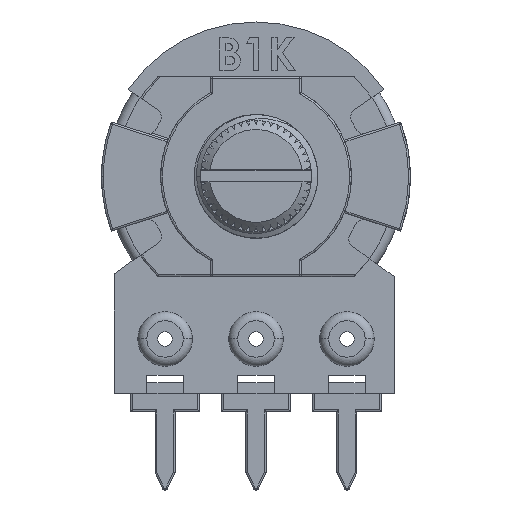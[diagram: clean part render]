
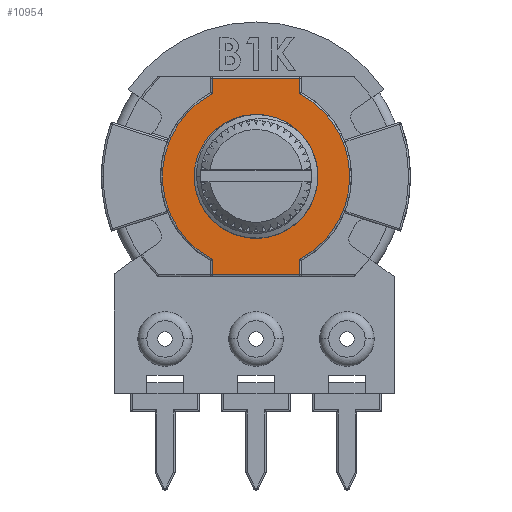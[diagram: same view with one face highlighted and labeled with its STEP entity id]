
A CAD part, top view. The second image highlights one B-rep face of the part: STEP entity #10954.
In plain terms, the highlighted planar face has unit normal (0, 0, 1).
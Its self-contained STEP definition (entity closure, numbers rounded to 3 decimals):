
#315 = DIRECTION ( 'NONE',  ( 1., 0., 0. ) ) ;
#472 = EDGE_CURVE ( 'NONE', #16693, #10464, #16401, .T. ) ;
#516 = VECTOR ( 'NONE', #4776, 1000. ) ;
#641 = FACE_OUTER_BOUND ( 'NONE', #6953, .T. ) ;
#913 = ORIENTED_EDGE ( 'NONE', *, *, #14346, .F. ) ;
#962 = LINE ( 'NONE', #5229, #7508 ) ;
#1186 = CIRCLE ( 'NONE', #10641, 3.4 ) ;
#1408 = ORIENTED_EDGE ( 'NONE', *, *, #13681, .T. ) ;
#1737 = DIRECTION ( 'NONE',  ( 1., 0., 0. ) ) ;
#2093 = VERTEX_POINT ( 'NONE', #14914 ) ;
#2205 = CARTESIAN_POINT ( 'NONE',  ( 2.4, -4.617, 2.2 ) ) ;
#2356 = PLANE ( 'NONE',  #4877 ) ;
#2669 = DIRECTION ( 'NONE',  ( 0., -1., 0. ) ) ;
#2879 = ORIENTED_EDGE ( 'NONE', *, *, #472, .T. ) ;
#3314 = CARTESIAN_POINT ( 'NONE',  ( 5.15, 0., 2.2 ) ) ;
#3404 = EDGE_CURVE ( 'NONE', #15575, #12868, #3895, .T. ) ;
#3419 = CARTESIAN_POINT ( 'NONE',  ( -2.4, 5.4, 2.2 ) ) ;
#3425 = DIRECTION ( 'NONE',  ( -1., 0., 0. ) ) ;
#3608 = DIRECTION ( 'NONE',  ( 0., 0., 1. ) ) ;
#3821 = CARTESIAN_POINT ( 'NONE',  ( 2.4, -5.4, 2.2 ) ) ;
#3840 = CIRCLE ( 'NONE', #8135, 3.4 ) ;
#3895 = CIRCLE ( 'NONE', #10548, 5.15 ) ;
#3968 = ORIENTED_EDGE ( 'NONE', *, *, #4188, .T. ) ;
#4188 = EDGE_CURVE ( 'NONE', #2093, #15173, #7957, .T. ) ;
#4293 = VECTOR ( 'NONE', #15224, 1000. ) ;
#4403 = EDGE_CURVE ( 'NONE', #15173, #15750, #8169, .T. ) ;
#4644 = EDGE_CURVE ( 'NONE', #14481, #2093, #12010, .T. ) ;
#4776 = DIRECTION ( 'NONE',  ( 0., 1., 0. ) ) ;
#4867 = ORIENTED_EDGE ( 'NONE', *, *, #5039, .T. ) ;
#4877 = AXIS2_PLACEMENT_3D ( 'NONE', #14154, #16779, #8936 ) ;
#4901 = VECTOR ( 'NONE', #1737, 1000. ) ;
#4926 = ORIENTED_EDGE ( 'NONE', *, *, #10916, .T. ) ;
#5039 = EDGE_CURVE ( 'NONE', #12868, #16693, #7466, .T. ) ;
#5229 = CARTESIAN_POINT ( 'NONE',  ( -2.4, 4.617, 2.2 ) ) ;
#5396 = CARTESIAN_POINT ( 'NONE',  ( 2.4, -4.557, 2.2 ) ) ;
#5451 = CARTESIAN_POINT ( 'NONE',  ( -2.4, -5.5, 2.2 ) ) ;
#5689 = CARTESIAN_POINT ( 'NONE',  ( 2.4, 5.4, 2.2 ) ) ;
#6090 = ORIENTED_EDGE ( 'NONE', *, *, #3404, .T. ) ;
#6315 = CARTESIAN_POINT ( 'NONE',  ( 0., 0., 2.2 ) ) ;
#6413 = CARTESIAN_POINT ( 'NONE',  ( 0., 0., 2.2 ) ) ;
#6680 = CARTESIAN_POINT ( 'NONE',  ( 0., 0., 2.2 ) ) ;
#6773 = VERTEX_POINT ( 'NONE', #16030 ) ;
#6869 = ORIENTED_EDGE ( 'NONE', *, *, #4403, .T. ) ;
#6953 = EDGE_LOOP ( 'NONE', ( #7316, #3968, #6869, #4926, #6090, #4867, #2879, #8199, #1408 ) ) ;
#7025 = ORIENTED_EDGE ( 'NONE', *, *, #15331, .F. ) ;
#7154 = EDGE_LOOP ( 'NONE', ( #7025, #913 ) ) ;
#7198 = FACE_BOUND ( 'NONE', #7154, .T. ) ;
#7316 = ORIENTED_EDGE ( 'NONE', *, *, #4644, .T. ) ;
#7466 = LINE ( 'NONE', #15259, #516 ) ;
#7508 = VECTOR ( 'NONE', #2669, 1000. ) ;
#7624 = DIRECTION ( 'NONE',  ( 1., 0., 0. ) ) ;
#7707 = DIRECTION ( 'NONE',  ( 1., 0., 0. ) ) ;
#7957 = LINE ( 'NONE', #12222, #4901 ) ;
#7991 = DIRECTION ( 'NONE',  ( 1., 0., 0. ) ) ;
#8135 = AXIS2_PLACEMENT_3D ( 'NONE', #6680, #15857, #7991 ) ;
#8169 = LINE ( 'NONE', #2205, #4293 ) ;
#8172 = DIRECTION ( 'NONE',  ( 0., 0., 1. ) ) ;
#8199 = ORIENTED_EDGE ( 'NONE', *, *, #15624, .T. ) ;
#8936 = DIRECTION ( 'NONE',  ( 1., 0., 0. ) ) ;
#10464 = VERTEX_POINT ( 'NONE', #3419 ) ;
#10532 = CARTESIAN_POINT ( 'NONE',  ( -2.4, -4.557, 2.2 ) ) ;
#10548 = AXIS2_PLACEMENT_3D ( 'NONE', #16033, #8172, #315 ) ;
#10614 = VERTEX_POINT ( 'NONE', #15468 ) ;
#10641 = AXIS2_PLACEMENT_3D ( 'NONE', #6413, #15577, #7707 ) ;
#10741 = DIRECTION ( 'NONE',  ( 0., -1., 0. ) ) ;
#10916 = EDGE_CURVE ( 'NONE', #15750, #15575, #14578, .T. ) ;
#10954 = ADVANCED_FACE ( 'NONE', ( #641, #7198 ), #2356, .T. ) ;
#11464 = CARTESIAN_POINT ( 'NONE',  ( 0., 0., 2.2 ) ) ;
#11591 = VECTOR ( 'NONE', #10741, 1000. ) ;
#12010 = LINE ( 'NONE', #5451, #11591 ) ;
#12222 = CARTESIAN_POINT ( 'NONE',  ( 2.5, -5.4, 2.2 ) ) ;
#12255 = CARTESIAN_POINT ( 'NONE',  ( 2.4, 4.557, 2.2 ) ) ;
#12598 = CARTESIAN_POINT ( 'NONE',  ( -2.5, 5.4, 2.2 ) ) ;
#12788 = DIRECTION ( 'NONE',  ( 1., 0., 0. ) ) ;
#12868 = VERTEX_POINT ( 'NONE', #12255 ) ;
#13333 = VECTOR ( 'NONE', #3425, 1000. ) ;
#13681 = EDGE_CURVE ( 'NONE', #6773, #14481, #14327, .T. ) ;
#13837 = VERTEX_POINT ( 'NONE', #15830 ) ;
#14154 = CARTESIAN_POINT ( 'NONE',  ( 0., 0., 2.2 ) ) ;
#14327 = CIRCLE ( 'NONE', #16569, 5.15 ) ;
#14346 = EDGE_CURVE ( 'NONE', #13837, #10614, #1186, .T. ) ;
#14481 = VERTEX_POINT ( 'NONE', #10532 ) ;
#14578 = CIRCLE ( 'NONE', #15727, 5.15 ) ;
#14914 = CARTESIAN_POINT ( 'NONE',  ( -2.4, -5.4, 2.2 ) ) ;
#15173 = VERTEX_POINT ( 'NONE', #3821 ) ;
#15224 = DIRECTION ( 'NONE',  ( 0., 1., 0. ) ) ;
#15259 = CARTESIAN_POINT ( 'NONE',  ( 2.4, 5.5, 2.2 ) ) ;
#15331 = EDGE_CURVE ( 'NONE', #10614, #13837, #3840, .T. ) ;
#15468 = CARTESIAN_POINT ( 'NONE',  ( 0., -3.4, 2.2 ) ) ;
#15488 = DIRECTION ( 'NONE',  ( 0., 0., 1. ) ) ;
#15575 = VERTEX_POINT ( 'NONE', #3314 ) ;
#15577 = DIRECTION ( 'NONE',  ( 0., 0., 1. ) ) ;
#15624 = EDGE_CURVE ( 'NONE', #10464, #6773, #962, .T. ) ;
#15727 = AXIS2_PLACEMENT_3D ( 'NONE', #11464, #3608, #12788 ) ;
#15750 = VERTEX_POINT ( 'NONE', #5396 ) ;
#15830 = CARTESIAN_POINT ( 'NONE',  ( -2.404, -2.404, 2.2 ) ) ;
#15857 = DIRECTION ( 'NONE',  ( 0., 0., 1. ) ) ;
#16030 = CARTESIAN_POINT ( 'NONE',  ( -2.4, 4.557, 2.2 ) ) ;
#16033 = CARTESIAN_POINT ( 'NONE',  ( 0., 0., 2.2 ) ) ;
#16401 = LINE ( 'NONE', #12598, #13333 ) ;
#16569 = AXIS2_PLACEMENT_3D ( 'NONE', #6315, #15488, #7624 ) ;
#16693 = VERTEX_POINT ( 'NONE', #5689 ) ;
#16779 = DIRECTION ( 'NONE',  ( 0., 0., 1. ) ) ;
